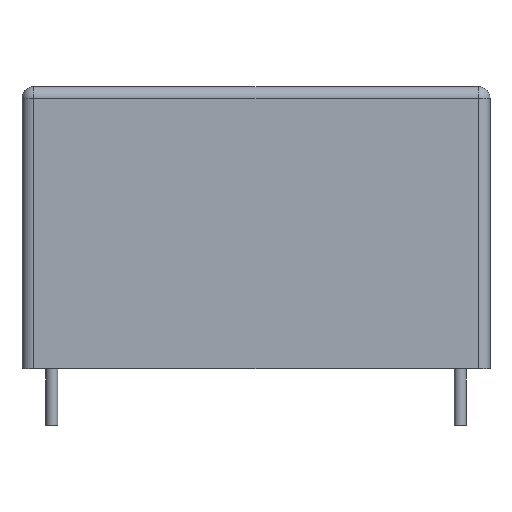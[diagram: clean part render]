
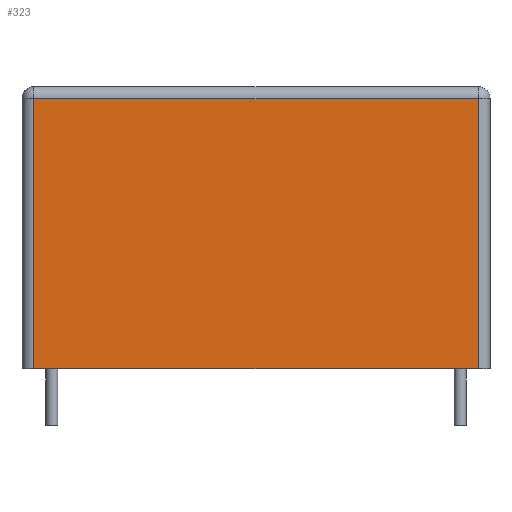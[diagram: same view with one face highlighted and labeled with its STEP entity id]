
A CAD part, front view. The second image highlights one B-rep face of the part: STEP entity #323.
In plain terms, the highlighted planar face has unit normal (0, -1, 0).
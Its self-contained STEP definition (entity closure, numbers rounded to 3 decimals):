
#19=LINE($,#531,#39);
#27=LINE($,#556,#47);
#30=LINE($,#563,#50);
#33=LINE($,#570,#53);
#39=VECTOR($,#433,29.9);
#47=VECTOR($,#461,18.2);
#50=VECTOR($,#468,18.2);
#53=VECTOR($,#479,29.9);
#73=PLANE($,#374);
#99=FACE_OUTER_BOUND($,#125,.T.);
#125=EDGE_LOOP($,(#286,#287,#288,#289));
#151=VERTEX_POINT($,#502);
#158=VERTEX_POINT($,#524);
#167=VERTEX_POINT($,#554);
#168=VERTEX_POINT($,#559);
#188=EDGE_CURVE($,#158,#151,#19,.T.);
#201=EDGE_CURVE($,#167,#158,#27,.T.);
#205=EDGE_CURVE($,#151,#168,#30,.T.);
#208=EDGE_CURVE($,#167,#168,#33,.T.);
#286=ORIENTED_EDGE($,*,*,#201,.F.);
#287=ORIENTED_EDGE($,*,*,#208,.T.);
#288=ORIENTED_EDGE($,*,*,#205,.F.);
#289=ORIENTED_EDGE($,*,*,#188,.F.);
#323=ADVANCED_FACE($,(#99),#73,.T.);
#374=AXIS2_PLACEMENT_3D($,#573,#483,#484);
#433=DIRECTION($,(1.,0.,0.));
#461=DIRECTION($,(0.,0.,1.));
#468=DIRECTION($,(0.,0.,-1.));
#479=DIRECTION($,(1.,0.,0.));
#483=DIRECTION('center_axis',(0.,-1.,0.));
#484=DIRECTION('ref_axis',(0.,0.,-1.));
#502=CARTESIAN_POINT('',(14.95,-4.5,18.2));
#524=CARTESIAN_POINT('',(-14.95,-4.5,18.2));
#531=CARTESIAN_POINT($,(0.,-4.5,18.2));
#554=CARTESIAN_POINT('',(-14.95,-4.5,0.));
#556=CARTESIAN_POINT($,(-14.95,-4.5,9.5));
#559=CARTESIAN_POINT('',(14.95,-4.5,0.));
#563=CARTESIAN_POINT($,(14.95,-4.5,9.5));
#570=CARTESIAN_POINT($,(0.,-4.5,0.));
#573=CARTESIAN_POINT('Origin',(0.,-4.5,9.5));
